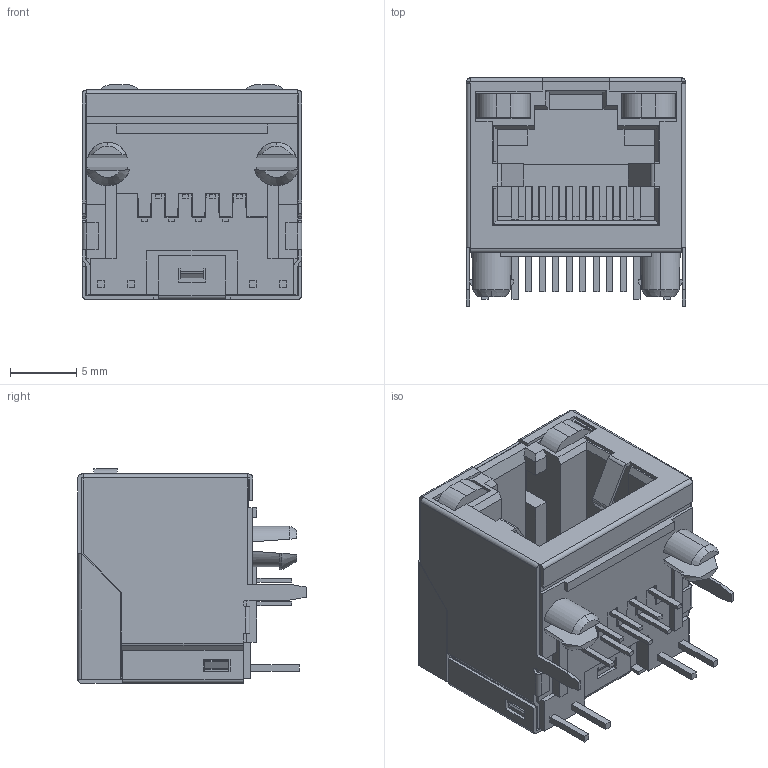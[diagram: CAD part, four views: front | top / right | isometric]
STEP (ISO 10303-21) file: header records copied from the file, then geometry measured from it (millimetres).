
FILE_DESCRIPTION (( 'STEP AP214' ), '1' );
FILE_NAME ('CUI_DEVICES_CRJ045-L3-TH.step', '2024-01-18T14:48:07', ( '' ), ( '' ), 'SwSTEP 2.0', 'SolidWorks 2023', '' );
FILE_SCHEMA (( 'AUTOMOTIVE_DESIGN' ));
Length unit declared in the file: millimetre
Products named in the file (1): CUI_DEVICES_CRJ045-L3-TH
Bounding box: 16.51 x 17.18 x 16.15 mm (x, y, z)
Volume: 2138.7 mm3; surface area: 4941.5 mm2
Topology: 2 solids, 2 shells, 673 faces, 2003 edges, 1321 vertices
Faces by surface type: plane 602, cylinder 63, cone 6, bspline 2
Entity records: 22338 total; most frequent: CARTESIAN_POINT 4084, ORIENTED_EDGE 4006, DIRECTION 3460, EDGE_CURVE 2003, VECTOR 1842, LINE 1842, VERTEX_POINT 1321, AXIS2_PLACEMENT_3D 809
